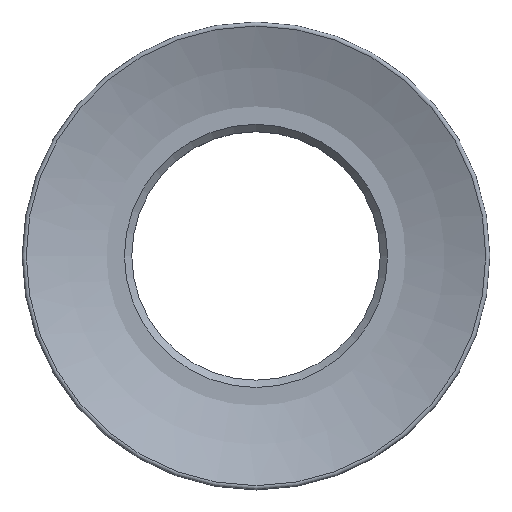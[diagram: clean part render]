
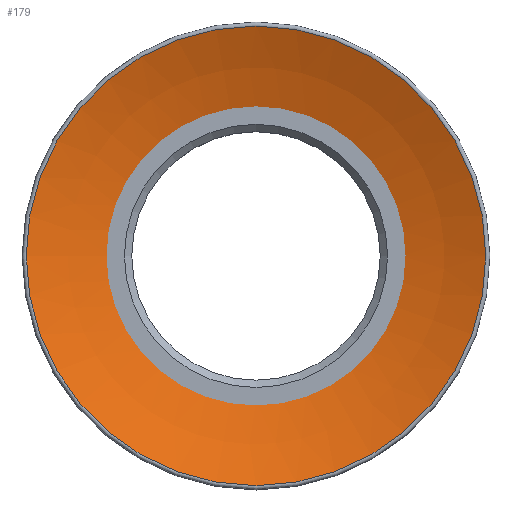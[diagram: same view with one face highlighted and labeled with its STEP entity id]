
A CAD part, top view. The second image highlights one B-rep face of the part: STEP entity #179.
In plain terms, the highlighted spherical face has radius 40 mm.
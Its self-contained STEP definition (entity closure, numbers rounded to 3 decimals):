
#179 = ADVANCED_FACE( '', ( #206, #207 ), #208, .F. );
#206 = FACE_OUTER_BOUND( '', #248, .T. );
#207 = FACE_OUTER_BOUND( '', #249, .T. );
#208 = SPHERICAL_SURFACE( '', #250, 40. );
#248 = EDGE_LOOP( '', ( #302 ) );
#249 = EDGE_LOOP( '', ( #303 ) );
#250 = AXIS2_PLACEMENT_3D( '', #304, #305, #306 );
#302 = ORIENTED_EDGE( '', *, *, #348, .T. );
#303 = ORIENTED_EDGE( '', *, *, #349, .T. );
#304 = CARTESIAN_POINT( '', ( 0., 0., 43.161 ) );
#305 = DIRECTION( '', ( 0., 0., 1. ) );
#306 = DIRECTION( '', ( 1., 0., 0. ) );
#348 = EDGE_CURVE( '', #368, #368, #369, .F. );
#349 = EDGE_CURVE( '', #370, #370, #371, .T. );
#368 = VERTEX_POINT( '', #396 );
#369 = CIRCLE( '', #397, 9.978 );
#370 = VERTEX_POINT( '', #398 );
#371 = CIRCLE( '', #399, 15.721 );
#396 = CARTESIAN_POINT( '', ( 9.978, 0., 4.425 ) );
#397 = AXIS2_PLACEMENT_3D( '', #430, #431, #432 );
#398 = CARTESIAN_POINT( '', ( 15.721, 0., 6.38 ) );
#399 = AXIS2_PLACEMENT_3D( '', #433, #434, #435 );
#430 = CARTESIAN_POINT( '', ( 0., 0., 4.425 ) );
#431 = DIRECTION( '', ( 0., 0., 1. ) );
#432 = DIRECTION( '', ( 1., 0., 0. ) );
#433 = CARTESIAN_POINT( '', ( 0., 0., 6.38 ) );
#434 = DIRECTION( '', ( 0., 0., 1. ) );
#435 = DIRECTION( '', ( 1., 0., 0. ) );
